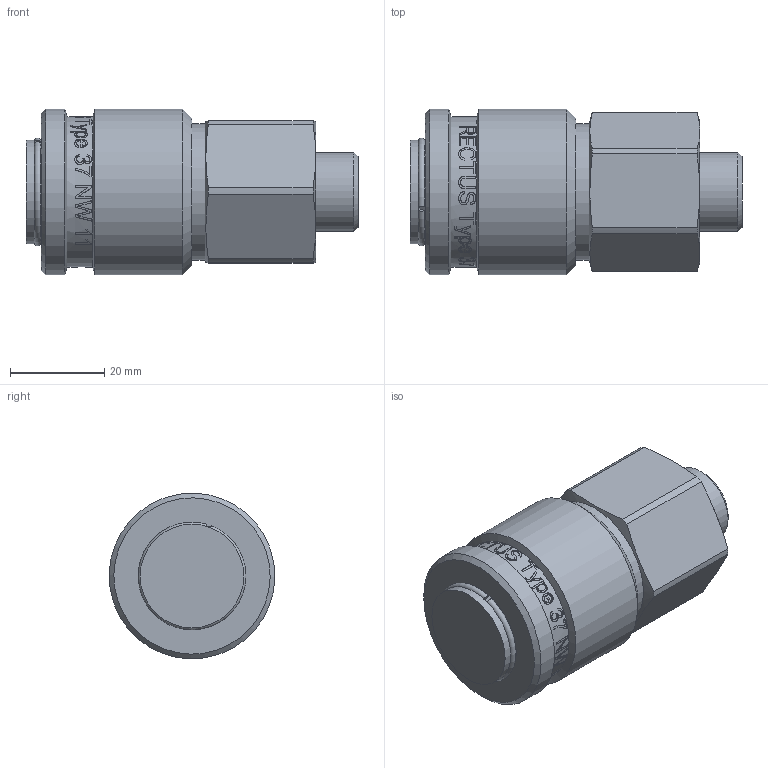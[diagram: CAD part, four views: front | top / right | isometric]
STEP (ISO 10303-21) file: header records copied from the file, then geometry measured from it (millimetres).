
FILE_DESCRIPTION((''),'2;1');
FILE_NAME('37kaaw17mpx.stp','2014-07-23T12:48:17',('AS035480'),(''),'Autodesk Inventor 2013','Autodesk Inventor 2013','');
FILE_SCHEMA(('AUTOMOTIVE_DESIGN { 1 0 10303 214 1 1 1 1 }'));
Length unit declared in the file: millimetre
Products named in the file (1): D111127
Bounding box: 70.5 x 35.19 x 35.19 mm (x, y, z)
Volume: 50176.1 mm3; surface area: 13160.7 mm2
Topology: 1 solids, 1 shells, 475 faces, 1274 edges, 844 vertices
Faces by surface type: bspline 239, plane 165, cylinder 54, cone 14, torus 3
Full cylindrical faces by diameter (mm): 16.662 x1, 20.6 x1, 22 x1, 26.392 x1, 29 x1, 29.2 x1, 29.9 x1, 32 x1, 35.2 x2
Entity records: 67766 total; most frequent: CARTESIAN_POINT 57776, ORIENTED_EDGE 2500, EDGE_CURVE 1250, DIRECTION 1212, VERTEX_POINT 839, B_SPLINE_CURVE_WITH_KNOTS 624, EDGE_LOOP 539, VECTOR 476
